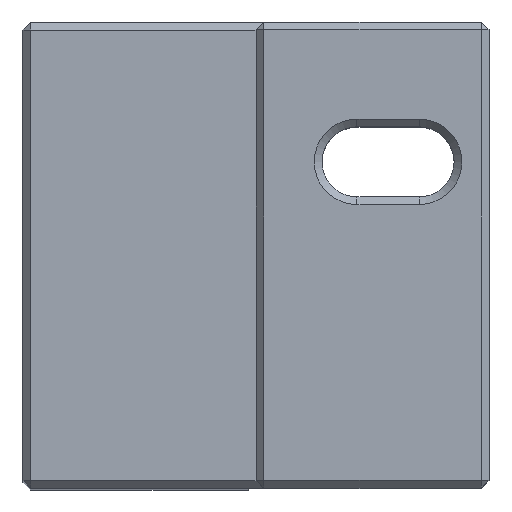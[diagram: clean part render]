
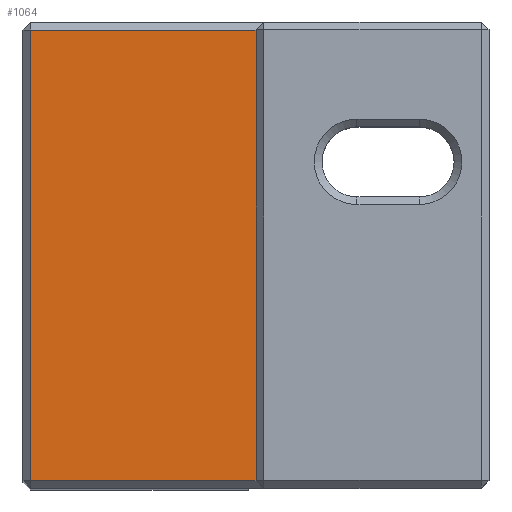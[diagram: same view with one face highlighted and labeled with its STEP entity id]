
A CAD part, top view. The second image highlights one B-rep face of the part: STEP entity #1064.
In plain terms, the highlighted planar face has unit normal (0, 0, 1).
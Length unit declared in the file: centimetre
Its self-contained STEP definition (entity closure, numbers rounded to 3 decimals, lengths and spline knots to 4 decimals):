
#157=PLANE('',#1139);
#213=VERTEX_POINT('',#1245);
#219=VERTEX_POINT('',#1262);
#223=VERTEX_POINT('',#1274);
#236=VERTEX_POINT('',#1317);
#298=VECTOR('',#1527,1.);
#321=VECTOR('',#1558,1.);
#361=VECTOR('',#1621,1.);
#362=VECTOR('',#1623,1.);
#413=LINE('',#1273,#298);
#436=LINE('',#1318,#321);
#476=LINE('',#1410,#361);
#477=LINE('',#1412,#362);
#540=EDGE_CURVE('',#213,#223,#413,.T.);
#563=EDGE_CURVE('',#236,#219,#436,.T.);
#607=EDGE_CURVE('',#219,#213,#476,.T.);
#608=EDGE_CURVE('',#236,#223,#477,.T.);
#817=ORIENTED_EDGE('',*,*,#540,.F.);
#818=ORIENTED_EDGE('',*,*,#607,.F.);
#819=ORIENTED_EDGE('',*,*,#563,.F.);
#820=ORIENTED_EDGE('',*,*,#608,.T.);
#933=EDGE_LOOP('',(#817,#818,#819,#820));
#999=FACE_BOUND('',#933,.T.);
#1064=ADVANCED_FACE('',(#999),#157,.T.);
#1139=AXIS2_PLACEMENT_3D('',#1411,#1622,$);
#1245=CARTESIAN_POINT('',(-1.575,1.45,1.));
#1262=CARTESIAN_POINT('',(-1.575,-1.45,1.));
#1273=CARTESIAN_POINT('',(-0.125,1.45,1.));
#1274=CARTESIAN_POINT('',(-0.125,1.45,1.));
#1317=CARTESIAN_POINT('',(-0.125,-1.45,1.));
#1318=CARTESIAN_POINT('',(-0.125,-1.45,1.));
#1410=CARTESIAN_POINT('',(-1.575,0.,1.));
#1411=CARTESIAN_POINT('',(-0.125,0.,1.));
#1412=CARTESIAN_POINT('',(-0.125,0.,1.));
#1527=DIRECTION('',(1.,0.,0.));
#1558=DIRECTION('',(-1.,0.,0.));
#1621=DIRECTION('',(0.,1.,0.));
#1622=DIRECTION('',(0.,0.,1.));
#1623=DIRECTION('',(0.,1.,0.));
